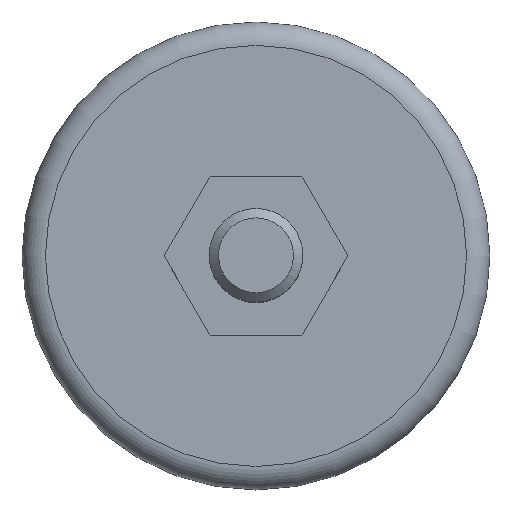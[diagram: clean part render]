
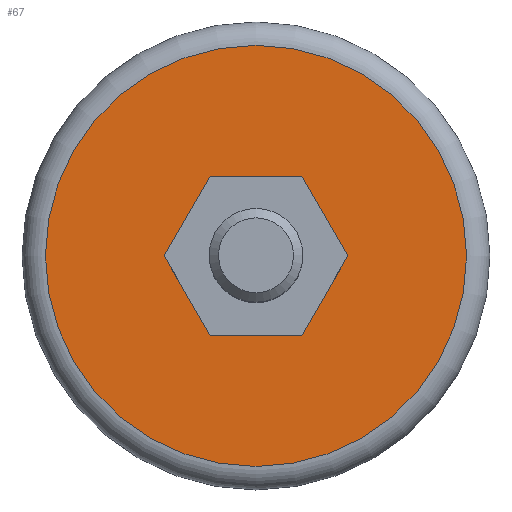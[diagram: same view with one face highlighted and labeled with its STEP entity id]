
A CAD part, top view. The second image highlights one B-rep face of the part: STEP entity #67.
In plain terms, the highlighted planar face has unit normal (0, 0, 1).
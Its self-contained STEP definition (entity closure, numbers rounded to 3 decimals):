
#67 = ADVANCED_FACE( '', ( #134, #135 ), #136, .F. );
#134 = FACE_OUTER_BOUND( '', #193, .T. );
#135 = FACE_BOUND( '', #194, .T. );
#136 = PLANE( '', #195 );
#193 = EDGE_LOOP( '', ( #297 ) );
#194 = EDGE_LOOP( '', ( #298, #299, #300, #301, #302, #303 ) );
#195 = AXIS2_PLACEMENT_3D( '', #304, #305, #306 );
#297 = ORIENTED_EDGE( '', *, *, #319, .T. );
#298 = ORIENTED_EDGE( '', *, *, #344, .F. );
#299 = ORIENTED_EDGE( '', *, *, #335, .F. );
#300 = ORIENTED_EDGE( '', *, *, #327, .F. );
#301 = ORIENTED_EDGE( '', *, *, #331, .F. );
#302 = ORIENTED_EDGE( '', *, *, #323, .F. );
#303 = ORIENTED_EDGE( '', *, *, #340, .F. );
#304 = CARTESIAN_POINT( '', ( 25., 0., 10. ) );
#305 = DIRECTION( '', ( 0., 0., -1. ) );
#306 = DIRECTION( '', ( -1., 0., 0. ) );
#319 = EDGE_CURVE( '', #368, #368, #369, .F. );
#323 = EDGE_CURVE( '', #374, #375, #376, .T. );
#327 = EDGE_CURVE( '', #380, #381, #382, .T. );
#331 = EDGE_CURVE( '', #375, #380, #386, .T. );
#335 = EDGE_CURVE( '', #381, #391, #392, .T. );
#340 = EDGE_CURVE( '', #398, #374, #399, .T. );
#344 = EDGE_CURVE( '', #391, #398, #403, .T. );
#368 = VERTEX_POINT( '', #433 );
#369 = CIRCLE( '', #434, 22.5 );
#374 = VERTEX_POINT( '', #439 );
#375 = VERTEX_POINT( '', #440 );
#376 = LINE( '', #441, #442 );
#380 = VERTEX_POINT( '', #448 );
#381 = VERTEX_POINT( '', #449 );
#382 = LINE( '', #450, #451 );
#386 = LINE( '', #457, #458 );
#391 = VERTEX_POINT( '', #463 );
#392 = LINE( '', #464, #465 );
#398 = VERTEX_POINT( '', #472 );
#399 = LINE( '', #473, #474 );
#403 = LINE( '', #479, #480 );
#433 = CARTESIAN_POINT( '', ( -22.5, 0., 10. ) );
#434 = AXIS2_PLACEMENT_3D( '', #498, #499, #500 );
#439 = CARTESIAN_POINT( '', ( -9.815, 0., 10. ) );
#440 = CARTESIAN_POINT( '', ( -4.907, -8.5, 10. ) );
#441 = CARTESIAN_POINT( '', ( -9.815, 0., 10. ) );
#442 = VECTOR( '', #504, 1000. );
#448 = CARTESIAN_POINT( '', ( 4.907, -8.5, 10. ) );
#449 = CARTESIAN_POINT( '', ( 9.815, 0., 10. ) );
#450 = CARTESIAN_POINT( '', ( 4.907, -8.5, 10. ) );
#451 = VECTOR( '', #507, 1000. );
#457 = CARTESIAN_POINT( '', ( -4.907, -8.5, 10. ) );
#458 = VECTOR( '', #510, 1000. );
#463 = CARTESIAN_POINT( '', ( 4.907, 8.5, 10. ) );
#464 = CARTESIAN_POINT( '', ( 9.815, 0., 10. ) );
#465 = VECTOR( '', #514, 1000. );
#472 = CARTESIAN_POINT( '', ( -4.907, 8.5, 10. ) );
#473 = CARTESIAN_POINT( '', ( -4.907, 8.5, 10. ) );
#474 = VECTOR( '', #519, 1000. );
#479 = CARTESIAN_POINT( '', ( 4.907, 8.5, 10. ) );
#480 = VECTOR( '', #521, 1000. );
#498 = CARTESIAN_POINT( '', ( 0., 0., 10. ) );
#499 = DIRECTION( '', ( 0., 0., -1. ) );
#500 = DIRECTION( '', ( -1., 0., 0. ) );
#504 = DIRECTION( '', ( 0.5, -0.866, 0. ) );
#507 = DIRECTION( '', ( 0.5, 0.866, 0. ) );
#510 = DIRECTION( '', ( 1., 0., 0. ) );
#514 = DIRECTION( '', ( -0.5, 0.866, 0. ) );
#519 = DIRECTION( '', ( -0.5, -0.866, 0. ) );
#521 = DIRECTION( '', ( -1., 0., 0. ) );
